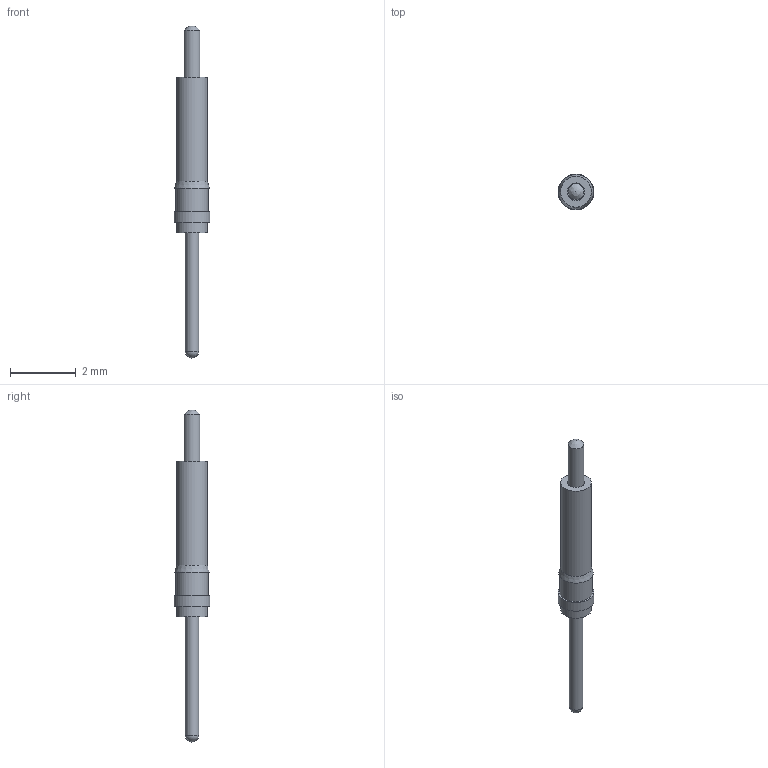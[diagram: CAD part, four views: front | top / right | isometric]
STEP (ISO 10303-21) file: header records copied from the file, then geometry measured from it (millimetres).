
FILE_DESCRIPTION(/* description */ (''),/* implementation_level */ '2;1');
FILE_NAME(/* name */ 'MILL-MAX_0985-1.stp',/* time_stamp */ '2016-11-07T16:50:27+01:00',/* author */ ('riccim'),/* organization */ ('SolidWorks'),/* preprocessor_version */ 'ST-DEVELOPER v15.5',/* originating_system */ 'AutoCAD Mechanical',/* authorisation */ ' ');
FILE_SCHEMA (('AUTOMOTIVE_DESIGN { 1 0 10303 214 3 1 1 }'));
Length unit declared in the file: millimetre
Products named in the file (1): Product
Bounding box: 1.09 x 1.09 x 10.08 mm (x, y, z)
Volume: 3.2 mm3; surface area: 43 mm2
Topology: 4 solids, 4 shells, 32 faces, 58 edges, 37 vertices
Faces by surface type: cylinder 11, plane 11, cone 4, bspline 3, torus 2, sphere 1
Full cylindrical faces by diameter (mm): 0.406 x1, 0.485 x1, 0.533 x1, 0.66 x1, 0.673 x1, 0.701 x1, 0.734 x1, 0.94 x2, 0.991 x1, 1.092 x1
Entity records: 2987 total; most frequent: CARTESIAN_POINT 2429, DIRECTION 120, ORIENTED_EDGE 66, AXIS2_PLACEMENT_3D 60, EDGE_LOOP 56, EDGE_CURVE 33, FACE_OUTER_BOUND 32, ADVANCED_FACE 32
